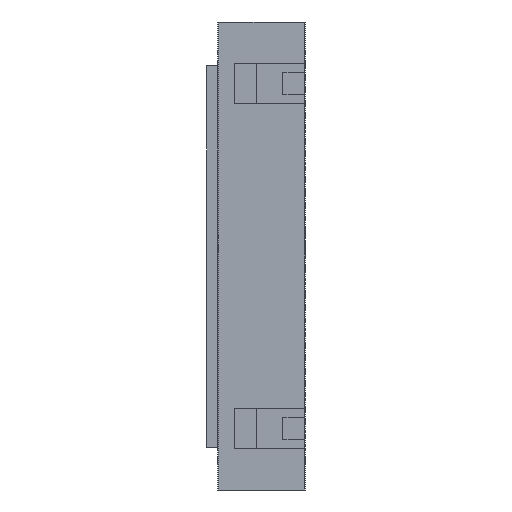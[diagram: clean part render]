
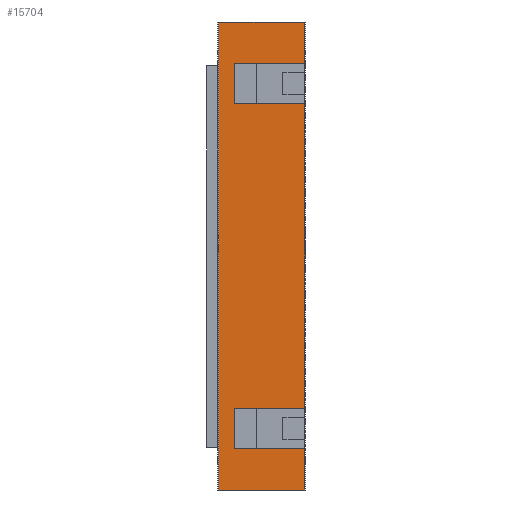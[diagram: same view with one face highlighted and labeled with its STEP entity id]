
A CAD part, front view. The second image highlights one B-rep face of the part: STEP entity #15704.
In plain terms, the highlighted planar face has unit normal (0, -1, 0).
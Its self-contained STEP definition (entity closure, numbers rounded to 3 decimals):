
#854=DIRECTION('',(0.,0.,-1.));
#855=VECTOR('',#854,605.);
#856=CARTESIAN_POINT('',(-55.5,10.5,302.5));
#857=LINE('',#856,#855);
#902=DIRECTION('',(-1.,0.,0.));
#903=VECTOR('',#902,111.);
#904=CARTESIAN_POINT('',(55.5,10.5,302.5));
#905=LINE('',#904,#903);
#1046=DIRECTION('',(1.,0.,0.));
#1047=VECTOR('',#1046,90.);
#1048=CARTESIAN_POINT('',(-34.5,10.5,248.75));
#1049=LINE('',#1048,#1047);
#1078=DIRECTION('',(0.,0.,1.));
#1079=VECTOR('',#1078,52.);
#1080=CARTESIAN_POINT('',(-34.5,10.5,196.75));
#1081=LINE('',#1080,#1079);
#1086=DIRECTION('',(1.,0.,0.));
#1087=VECTOR('',#1086,90.);
#1088=CARTESIAN_POINT('',(-34.5,10.5,196.75));
#1089=LINE('',#1088,#1087);
#1090=DIRECTION('',(0.,0.,-1.));
#1091=VECTOR('',#1090,393.5);
#1092=CARTESIAN_POINT('',(55.5,10.5,196.75));
#1093=LINE('',#1092,#1091);
#1094=DIRECTION('',(1.,0.,0.));
#1095=VECTOR('',#1094,90.);
#1096=CARTESIAN_POINT('',(-34.5,10.5,-248.75));
#1097=LINE('',#1096,#1095);
#1098=DIRECTION('',(0.,0.,-1.));
#1099=VECTOR('',#1098,53.75);
#1100=CARTESIAN_POINT('',(55.5,10.5,-248.75));
#1101=LINE('',#1100,#1099);
#1102=DIRECTION('',(-1.,0.,0.));
#1103=VECTOR('',#1102,111.);
#1104=CARTESIAN_POINT('',(55.5,10.5,-302.5));
#1105=LINE('',#1104,#1103);
#1106=DIRECTION('',(0.,0.,-1.));
#1107=VECTOR('',#1106,53.75);
#1108=CARTESIAN_POINT('',(55.5,10.5,302.5));
#1109=LINE('',#1108,#1107);
#1122=DIRECTION('',(1.,0.,0.));
#1123=VECTOR('',#1122,90.);
#1124=CARTESIAN_POINT('',(-34.5,10.5,-196.75));
#1125=LINE('',#1124,#1123);
#1202=DIRECTION('',(0.,0.,1.));
#1203=VECTOR('',#1202,52.);
#1204=CARTESIAN_POINT('',(-34.5,10.5,-248.75));
#1205=LINE('',#1204,#1203);
#11972=CARTESIAN_POINT('',(-55.5,10.5,-302.5));
#11974=VERTEX_POINT('',#11972);
#11976=CARTESIAN_POINT('',(55.5,10.5,-302.5));
#11977=VERTEX_POINT('',#11976);
#11986=CARTESIAN_POINT('',(-55.5,10.5,302.5));
#11987=VERTEX_POINT('',#11986);
#11994=CARTESIAN_POINT('',(55.5,10.5,302.5));
#11995=VERTEX_POINT('',#11994);
#12008=CARTESIAN_POINT('',(55.5,10.5,248.75));
#12009=VERTEX_POINT('',#12008);
#12011=CARTESIAN_POINT('',(55.5,10.5,196.75));
#12013=VERTEX_POINT('',#12011);
#12020=CARTESIAN_POINT('',(55.5,10.5,-196.75));
#12021=VERTEX_POINT('',#12020);
#12023=CARTESIAN_POINT('',(55.5,10.5,-248.75));
#12025=VERTEX_POINT('',#12023);
#12060=CARTESIAN_POINT('',(-34.5,10.5,-248.75));
#12061=VERTEX_POINT('',#12060);
#12070=CARTESIAN_POINT('',(-34.5,10.5,248.75));
#12071=VERTEX_POINT('',#12070);
#12072=CARTESIAN_POINT('',(-34.5,10.5,196.75));
#12073=VERTEX_POINT('',#12072);
#12074=CARTESIAN_POINT('',(-34.5,10.5,-196.75));
#12075=VERTEX_POINT('',#12074);
#15681=CARTESIAN_POINT('',(-55.5,10.5,-302.5));
#15682=DIRECTION('',(0.,-1.,0.));
#15683=DIRECTION('',(1.,0.,0.));
#15684=AXIS2_PLACEMENT_3D('',#15681,#15682,#15683);
#15685=PLANE('',#15684);
#15686=ORIENTED_EDGE('',*,*,#15623,.F.);
#15687=ORIENTED_EDGE('',*,*,#15673,.F.);
#15688=ORIENTED_EDGE('',*,*,#15535,.T.);
#15689=ORIENTED_EDGE('',*,*,#15515,.T.);
#15691=ORIENTED_EDGE('',*,*,#15690,.F.);
#15693=ORIENTED_EDGE('',*,*,#15692,.F.);
#15695=ORIENTED_EDGE('',*,*,#15694,.T.);
#15697=ORIENTED_EDGE('',*,*,#15696,.T.);
#15698=ORIENTED_EDGE('',*,*,#15264,.T.);
#15699=ORIENTED_EDGE('',*,*,#15297,.F.);
#15700=ORIENTED_EDGE('',*,*,#15365,.F.);
#15701=ORIENTED_EDGE('',*,*,#15437,.T.);
#15702=EDGE_LOOP('',(#15686,#15687,#15688,#15689,#15691,#15693,#15695,#15697,
#15698,#15699,#15700,#15701));
#15703=FACE_OUTER_BOUND('',#15702,.F.);
#15704=ADVANCED_FACE('',(#15703),#15685,.T.);
#15264=EDGE_CURVE('',#11977,#11974,#1105,.T.);
#15297=EDGE_CURVE('',#11987,#11974,#857,.T.);
#15365=EDGE_CURVE('',#11995,#11987,#905,.T.);
#15437=EDGE_CURVE('',#11995,#12009,#1109,.T.);
#15515=EDGE_CURVE('',#12013,#12021,#1093,.T.);
#15535=EDGE_CURVE('',#12073,#12013,#1089,.T.);
#15623=EDGE_CURVE('',#12071,#12009,#1049,.T.);
#15673=EDGE_CURVE('',#12073,#12071,#1081,.T.);
#15690=EDGE_CURVE('',#12075,#12021,#1125,.T.);
#15692=EDGE_CURVE('',#12061,#12075,#1205,.T.);
#15694=EDGE_CURVE('',#12061,#12025,#1097,.T.);
#15696=EDGE_CURVE('',#12025,#11977,#1101,.T.);
